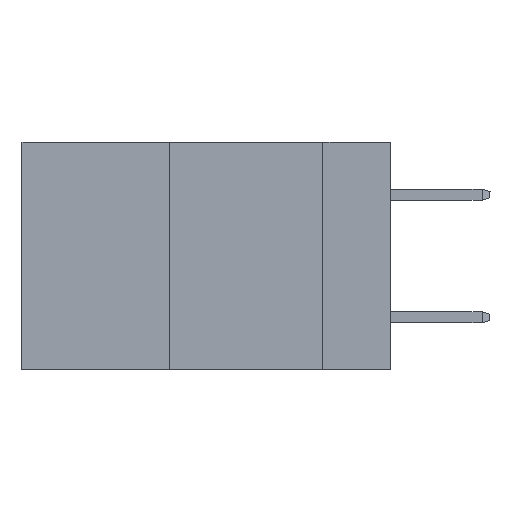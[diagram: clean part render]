
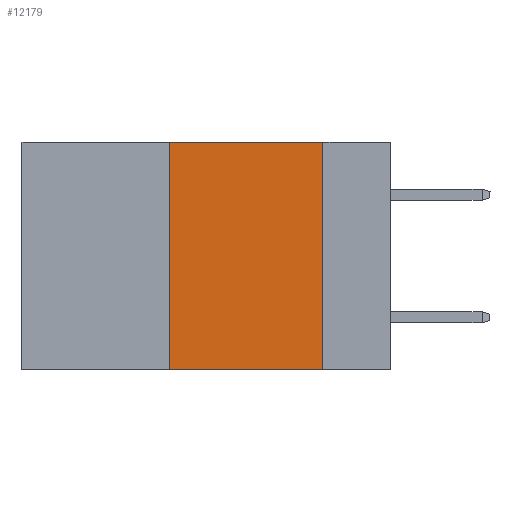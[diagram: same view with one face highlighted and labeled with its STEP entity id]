
A CAD part, left-side view. The second image highlights one B-rep face of the part: STEP entity #12179.
In plain terms, the highlighted planar face has unit normal (-1, 0, 0).
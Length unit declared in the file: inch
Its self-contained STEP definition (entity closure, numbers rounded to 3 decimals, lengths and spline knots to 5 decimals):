
#69 = LINE ( 'NONE', #6446, #9538 ) ;
#90 = ORIENTED_EDGE ( 'NONE', *, *, #10713, .F. ) ;
#360 = EDGE_CURVE ( 'NONE', #11142, #12586, #7121, .T. ) ;
#381 = CARTESIAN_POINT ( 'NONE',  ( 0., 0.6, 0. ) ) ;
#740 = EDGE_LOOP ( 'NONE', ( #5511, #90, #1411, #4070 ) ) ;
#1340 = DIRECTION ( 'NONE',  ( 0., 0., 1. ) ) ;
#1411 = ORIENTED_EDGE ( 'NONE', *, *, #11497, .F. ) ;
#1634 = PLANE ( 'NONE',  #7001 ) ;
#1793 = EDGE_CURVE ( 'NONE', #2115, #12586, #69, .T. ) ;
#2115 = VERTEX_POINT ( 'NONE', #13705 ) ;
#2912 = DIRECTION ( 'NONE',  ( 0., 0., -1. ) ) ;
#3465 = DIRECTION ( 'NONE',  ( 0., -1., 0. ) ) ;
#3599 = VECTOR ( 'NONE', #1340, 39.37008 ) ;
#4070 = ORIENTED_EDGE ( 'NONE', *, *, #1793, .T. ) ;
#4804 = CARTESIAN_POINT ( 'NONE',  ( 0., 0.11, 0. ) ) ;
#5500 = DIRECTION ( 'NONE',  ( 0., 0., -1. ) ) ;
#5511 = ORIENTED_EDGE ( 'NONE', *, *, #360, .F. ) ;
#5605 = VERTEX_POINT ( 'NONE', #7511 ) ;
#6446 = CARTESIAN_POINT ( 'NONE',  ( 0., 0.6, -0.37 ) ) ;
#7001 = AXIS2_PLACEMENT_3D ( 'NONE', #381, #11289, #2912 ) ;
#7073 = DIRECTION ( 'NONE',  ( 0., -1., 0. ) ) ;
#7121 = LINE ( 'NONE', #4804, #15397 ) ;
#7511 = CARTESIAN_POINT ( 'NONE',  ( 0., 0.36, 0. ) ) ;
#7855 = CARTESIAN_POINT ( 'NONE',  ( 0., 0.11, 0. ) ) ;
#8747 = CARTESIAN_POINT ( 'NONE',  ( 0., 0.36, 0. ) ) ;
#8801 = FACE_OUTER_BOUND ( 'NONE', #740, .T. ) ;
#9359 = VECTOR ( 'NONE', #3465, 39.37008 ) ;
#9538 = VECTOR ( 'NONE', #7073, 39.37008 ) ;
#9558 = CARTESIAN_POINT ( 'NONE',  ( 0., 0.6, 0. ) ) ;
#10090 = LINE ( 'NONE', #8747, #3599 ) ;
#10713 = EDGE_CURVE ( 'NONE', #5605, #11142, #12109, .T. ) ;
#11142 = VERTEX_POINT ( 'NONE', #7855 ) ;
#11289 = DIRECTION ( 'NONE',  ( 1., 0., 0. ) ) ;
#11497 = EDGE_CURVE ( 'NONE', #2115, #5605, #10090, .T. ) ;
#12109 = LINE ( 'NONE', #9558, #9359 ) ;
#12179 = ADVANCED_FACE ( 'NONE', ( #8801 ), #1634, .F. ) ;
#12586 = VERTEX_POINT ( 'NONE', #13466 ) ;
#13466 = CARTESIAN_POINT ( 'NONE',  ( 0., 0.11, -0.37 ) ) ;
#13705 = CARTESIAN_POINT ( 'NONE',  ( 0., 0.36, -0.37 ) ) ;
#15397 = VECTOR ( 'NONE', #5500, 39.37008 ) ;
